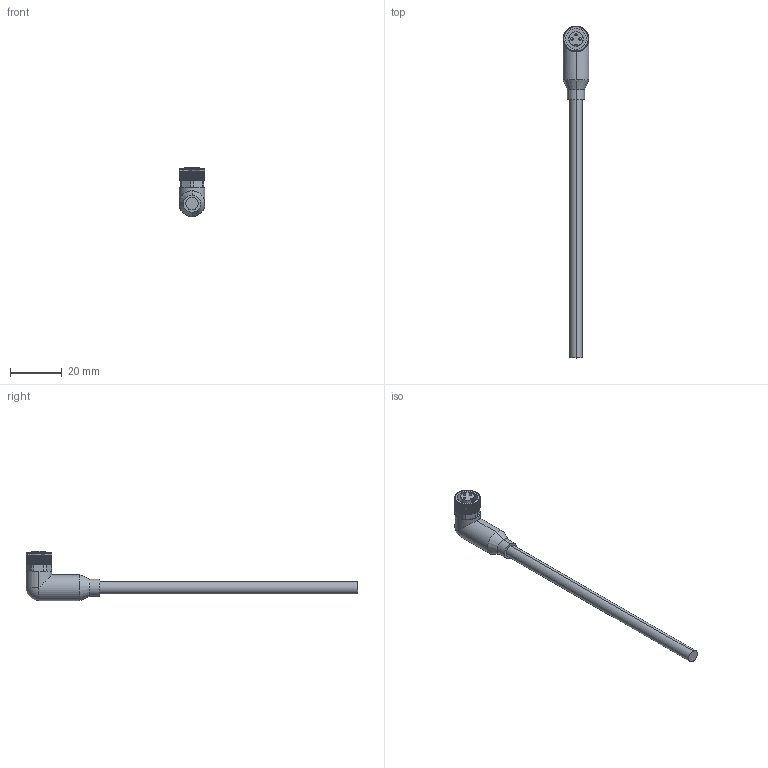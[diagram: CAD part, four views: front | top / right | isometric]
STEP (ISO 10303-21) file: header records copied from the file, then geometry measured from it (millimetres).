
FILE_DESCRIPTION (( 'STEP AP214' ), '1' );
FILE_NAME ('CD08-0A-020-C1.step', '2017-10-30T17:44:01', ( '' ), ( '' ), 'SwSTEP 2.0', 'SolidWorks 2017', '' );
FILE_SCHEMA (( 'AUTOMOTIVE_DESIGN' ));
Length unit declared in the file: millimetre
Products named in the file (1): CD08-0A-020-C1
Bounding box: 10 x 128.6 x 19.1 mm (x, y, z)
Volume: 4277.2 mm3; surface area: 3297.8 mm2
Topology: 4 solids, 4 shells, 307 faces, 851 edges, 555 vertices
Faces by surface type: plane 222, cylinder 82, cone 2, sphere 1
Entity records: 9807 total; most frequent: CARTESIAN_POINT 1717, ORIENTED_EDGE 1698, DIRECTION 1670, EDGE_CURVE 849, LINE 640, VECTOR 640, VERTEX_POINT 554, AXIS2_PLACEMENT_3D 515
